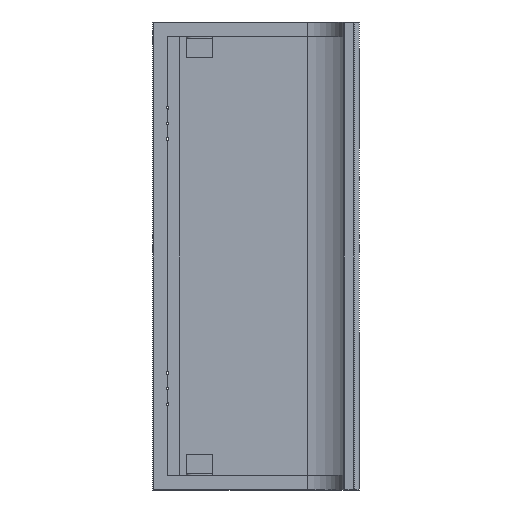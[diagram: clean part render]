
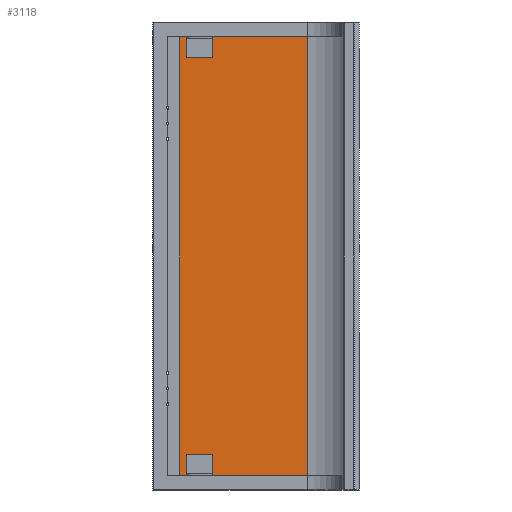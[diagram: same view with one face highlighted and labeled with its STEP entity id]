
A CAD part, front view. The second image highlights one B-rep face of the part: STEP entity #3118.
In plain terms, the highlighted planar face has unit normal (0, -1, 0).
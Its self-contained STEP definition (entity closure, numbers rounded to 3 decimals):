
#65 = CARTESIAN_POINT ( 'NONE',  ( -170., 288.5, 705. ) ) ;
#86 = EDGE_CURVE ( 'NONE', #1209, #1297, #3400, .T. ) ;
#122 = FACE_BOUND ( 'NONE', #887, .T. ) ;
#124 = CIRCLE ( 'NONE', #3301, 2.5 ) ;
#151 = DIRECTION ( 'NONE',  ( 0., 1., 0. ) ) ;
#210 = DIRECTION ( 'NONE',  ( 0., 0., 1. ) ) ;
#248 = EDGE_CURVE ( 'NONE', #1738, #3116, #1022, .T. ) ;
#273 = DIRECTION ( 'NONE',  ( 0., 1., 0. ) ) ;
#288 = AXIS2_PLACEMENT_3D ( 'NONE', #2593, #151, #210 ) ;
#291 = DIRECTION ( 'NONE',  ( 0., 0., 1. ) ) ;
#292 = ORIENTED_EDGE ( 'NONE', *, *, #2939, .T. ) ;
#293 = EDGE_CURVE ( 'NONE', #1583, #1324, #2788, .T. ) ;
#360 = EDGE_CURVE ( 'NONE', #748, #1750, #866, .T. ) ;
#397 = CARTESIAN_POINT ( 'NONE',  ( -197.5, 288.5, 0. ) ) ;
#428 = CARTESIAN_POINT ( 'NONE',  ( 99., 288.5, 1.5 ) ) ;
#450 = DIRECTION ( 'NONE',  ( 0., 1., 0. ) ) ;
#466 = CARTESIAN_POINT ( 'NONE',  ( -170., 288.5, 225. ) ) ;
#502 = AXIS2_PLACEMENT_3D ( 'NONE', #524, #1428, #834 ) ;
#523 = ORIENTED_EDGE ( 'NONE', *, *, #360, .T. ) ;
#524 = CARTESIAN_POINT ( 'NONE',  ( -170., 288.5, 735. ) ) ;
#551 = AXIS2_PLACEMENT_3D ( 'NONE', #3812, #587, #862 ) ;
#587 = DIRECTION ( 'NONE',  ( 0., 1., 0. ) ) ;
#676 = AXIS2_PLACEMENT_3D ( 'NONE', #2403, #2661, #904 ) ;
#714 = FACE_BOUND ( 'NONE', #2623, .T. ) ;
#748 = VERTEX_POINT ( 'NONE', #1628 ) ;
#755 = FACE_BOUND ( 'NONE', #2074, .T. ) ;
#803 = ORIENTED_EDGE ( 'NONE', *, *, #825, .F. ) ;
#819 = CARTESIAN_POINT ( 'NONE',  ( -197.5, 288.5, 1.5 ) ) ;
#825 = EDGE_CURVE ( 'NONE', #3131, #2215, #1367, .T. ) ;
#834 = DIRECTION ( 'NONE',  ( 0., 0., 1. ) ) ;
#842 = CIRCLE ( 'NONE', #2172, 2.5 ) ;
#862 = DIRECTION ( 'NONE',  ( 0., 0., 1. ) ) ;
#866 = CIRCLE ( 'NONE', #551, 2.5 ) ;
#887 = EDGE_LOOP ( 'NONE', ( #1288, #523 ) ) ;
#888 = EDGE_CURVE ( 'NONE', #1324, #1583, #993, .T. ) ;
#904 = DIRECTION ( 'NONE',  ( 0., 0., 1. ) ) ;
#909 = EDGE_LOOP ( 'NONE', ( #1336, #3472, #803, #3198 ) ) ;
#912 = DIRECTION ( 'NONE',  ( 0., 1., 0. ) ) ;
#946 = CARTESIAN_POINT ( 'NONE',  ( -170., 288.5, 675. ) ) ;
#962 = ORIENTED_EDGE ( 'NONE', *, *, #1877, .T. ) ;
#963 = CIRCLE ( 'NONE', #288, 2.5 ) ;
#976 = CARTESIAN_POINT ( 'NONE',  ( -170., 288.5, 227.5 ) ) ;
#993 = CIRCLE ( 'NONE', #2956, 2.5 ) ;
#998 = FACE_BOUND ( 'NONE', #3167, .T. ) ;
#1005 = EDGE_CURVE ( 'NONE', #2344, #2215, #3050, .T. ) ;
#1022 = CIRCLE ( 'NONE', #2351, 2.5 ) ;
#1048 = CARTESIAN_POINT ( 'NONE',  ( -170., 288.5, 222.5 ) ) ;
#1079 = CARTESIAN_POINT ( 'NONE',  ( -170., 288.5, 167.5 ) ) ;
#1080 = ORIENTED_EDGE ( 'NONE', *, *, #888, .T. ) ;
#1133 = AXIS2_PLACEMENT_3D ( 'NONE', #3022, #2986, #1551 ) ;
#1141 = CARTESIAN_POINT ( 'NONE',  ( -170., 288.5, 195. ) ) ;
#1159 = DIRECTION ( 'NONE',  ( -1., 0., 0. ) ) ;
#1180 = CARTESIAN_POINT ( 'NONE',  ( 0., 288.5, 1.5 ) ) ;
#1194 = CIRCLE ( 'NONE', #502, 2.5 ) ;
#1195 = EDGE_CURVE ( 'NONE', #1809, #1329, #963, .T. ) ;
#1209 = VERTEX_POINT ( 'NONE', #1079 ) ;
#1226 = VERTEX_POINT ( 'NONE', #1654 ) ;
#1288 = ORIENTED_EDGE ( 'NONE', *, *, #3392, .T. ) ;
#1293 = AXIS2_PLACEMENT_3D ( 'NONE', #1903, #3404, #2183 ) ;
#1297 = VERTEX_POINT ( 'NONE', #2054 ) ;
#1324 = VERTEX_POINT ( 'NONE', #1762 ) ;
#1329 = VERTEX_POINT ( 'NONE', #2933 ) ;
#1336 = ORIENTED_EDGE ( 'NONE', *, *, #2765, .T. ) ;
#1359 = CARTESIAN_POINT ( 'NONE',  ( 99., 288.5, 900. ) ) ;
#1367 = LINE ( 'NONE', #1180, #3171 ) ;
#1377 = CARTESIAN_POINT ( 'NONE',  ( -170., 288.5, 195. ) ) ;
#1428 = DIRECTION ( 'NONE',  ( 0., 1., 0. ) ) ;
#1514 = EDGE_CURVE ( 'NONE', #3131, #2251, #2306, .T. ) ;
#1551 = DIRECTION ( 'NONE',  ( 0., 0., 1. ) ) ;
#1583 = VERTEX_POINT ( 'NONE', #3163 ) ;
#1589 = VECTOR ( 'NONE', #2190, 1000. ) ;
#1628 = CARTESIAN_POINT ( 'NONE',  ( -170., 288.5, 702.5 ) ) ;
#1654 = CARTESIAN_POINT ( 'NONE',  ( -170., 288.5, 672.5 ) ) ;
#1688 = DIRECTION ( 'NONE',  ( 0., 0., 1. ) ) ;
#1697 = CIRCLE ( 'NONE', #1133, 2.5 ) ;
#1712 = ORIENTED_EDGE ( 'NONE', *, *, #86, .T. ) ;
#1717 = ORIENTED_EDGE ( 'NONE', *, *, #2033, .T. ) ;
#1738 = VERTEX_POINT ( 'NONE', #1048 ) ;
#1750 = VERTEX_POINT ( 'NONE', #3114 ) ;
#1762 = CARTESIAN_POINT ( 'NONE',  ( -170., 288.5, 197.5 ) ) ;
#1797 = DIRECTION ( 'NONE',  ( 0., 0., 1. ) ) ;
#1800 = DIRECTION ( 'NONE',  ( 0., 1., 0. ) ) ;
#1809 = VERTEX_POINT ( 'NONE', #2353 ) ;
#1824 = DIRECTION ( 'NONE',  ( -1., 0., 0. ) ) ;
#1872 = CARTESIAN_POINT ( 'NONE',  ( -170., 288.5, 677.5 ) ) ;
#1877 = EDGE_CURVE ( 'NONE', #1226, #2130, #124, .T. ) ;
#1887 = FACE_OUTER_BOUND ( 'NONE', #909, .T. ) ;
#1903 = CARTESIAN_POINT ( 'NONE',  ( -199., 288.5, 900. ) ) ;
#1932 = AXIS2_PLACEMENT_3D ( 'NONE', #1377, #2281, #1688 ) ;
#2033 = EDGE_CURVE ( 'NONE', #3116, #1738, #3370, .T. ) ;
#2054 = CARTESIAN_POINT ( 'NONE',  ( -170., 288.5, 162.5 ) ) ;
#2066 = CARTESIAN_POINT ( 'NONE',  ( 99., 288.5, 898.5 ) ) ;
#2074 = EDGE_LOOP ( 'NONE', ( #2466, #962 ) ) ;
#2110 = VECTOR ( 'NONE', #1824, 1000. ) ;
#2130 = VERTEX_POINT ( 'NONE', #1872 ) ;
#2163 = ORIENTED_EDGE ( 'NONE', *, *, #2905, .T. ) ;
#2172 = AXIS2_PLACEMENT_3D ( 'NONE', #65, #1800, #3561 ) ;
#2183 = DIRECTION ( 'NONE',  ( 0., 0., -1. ) ) ;
#2190 = DIRECTION ( 'NONE',  ( 0., 0., -1. ) ) ;
#2215 = VERTEX_POINT ( 'NONE', #819 ) ;
#2231 = ORIENTED_EDGE ( 'NONE', *, *, #248, .T. ) ;
#2251 = VERTEX_POINT ( 'NONE', #2066 ) ;
#2260 = CARTESIAN_POINT ( 'NONE',  ( -170., 288.5, 675. ) ) ;
#2281 = DIRECTION ( 'NONE',  ( 0., 1., 0. ) ) ;
#2306 = LINE ( 'NONE', #1359, #2766 ) ;
#2344 = VERTEX_POINT ( 'NONE', #3284 ) ;
#2351 = AXIS2_PLACEMENT_3D ( 'NONE', #466, #450, #3487 ) ;
#2353 = CARTESIAN_POINT ( 'NONE',  ( -170., 288.5, 732.5 ) ) ;
#2358 = CARTESIAN_POINT ( 'NONE',  ( 0., 288.5, 898.5 ) ) ;
#2363 = AXIS2_PLACEMENT_3D ( 'NONE', #3841, #2447, #1797 ) ;
#2403 = CARTESIAN_POINT ( 'NONE',  ( -170., 288.5, 225. ) ) ;
#2447 = DIRECTION ( 'NONE',  ( 0., 1., 0. ) ) ;
#2466 = ORIENTED_EDGE ( 'NONE', *, *, #3156, .T. ) ;
#2593 = CARTESIAN_POINT ( 'NONE',  ( -170., 288.5, 735. ) ) ;
#2623 = EDGE_LOOP ( 'NONE', ( #2163, #3289 ) ) ;
#2661 = DIRECTION ( 'NONE',  ( 0., 1., 0. ) ) ;
#2763 = PLANE ( 'NONE',  #1293 ) ;
#2765 = EDGE_CURVE ( 'NONE', #2251, #2344, #3300, .T. ) ;
#2766 = VECTOR ( 'NONE', #3188, 1000. ) ;
#2778 = CIRCLE ( 'NONE', #3850, 2.5 ) ;
#2788 = CIRCLE ( 'NONE', #1932, 2.5 ) ;
#2819 = FACE_BOUND ( 'NONE', #3779, .T. ) ;
#2905 = EDGE_CURVE ( 'NONE', #1329, #1809, #1194, .T. ) ;
#2933 = CARTESIAN_POINT ( 'NONE',  ( -170., 288.5, 737.5 ) ) ;
#2939 = EDGE_CURVE ( 'NONE', #1297, #1209, #1697, .T. ) ;
#2956 = AXIS2_PLACEMENT_3D ( 'NONE', #1141, #273, #291 ) ;
#2986 = DIRECTION ( 'NONE',  ( 0., 1., 0. ) ) ;
#3022 = CARTESIAN_POINT ( 'NONE',  ( -170., 288.5, 165. ) ) ;
#3050 = LINE ( 'NONE', #397, #1589 ) ;
#3061 = DIRECTION ( 'NONE',  ( 0., 1., 0. ) ) ;
#3114 = CARTESIAN_POINT ( 'NONE',  ( -170., 288.5, 707.5 ) ) ;
#3116 = VERTEX_POINT ( 'NONE', #976 ) ;
#3118 = ADVANCED_FACE ( 'NONE', ( #998, #3728, #2819, #755, #122, #714, #1887 ), #2763, .T. ) ;
#3131 = VERTEX_POINT ( 'NONE', #428 ) ;
#3156 = EDGE_CURVE ( 'NONE', #2130, #1226, #2778, .T. ) ;
#3163 = CARTESIAN_POINT ( 'NONE',  ( -170., 288.5, 192.5 ) ) ;
#3167 = EDGE_LOOP ( 'NONE', ( #1712, #292 ) ) ;
#3171 = VECTOR ( 'NONE', #1159, 1000. ) ;
#3187 = ORIENTED_EDGE ( 'NONE', *, *, #293, .T. ) ;
#3188 = DIRECTION ( 'NONE',  ( 0., 0., 1. ) ) ;
#3198 = ORIENTED_EDGE ( 'NONE', *, *, #1514, .T. ) ;
#3284 = CARTESIAN_POINT ( 'NONE',  ( -197.5, 288.5, 898.5 ) ) ;
#3289 = ORIENTED_EDGE ( 'NONE', *, *, #1195, .T. ) ;
#3300 = LINE ( 'NONE', #2358, #2110 ) ;
#3301 = AXIS2_PLACEMENT_3D ( 'NONE', #946, #912, #3334 ) ;
#3334 = DIRECTION ( 'NONE',  ( 0., 0., 1. ) ) ;
#3370 = CIRCLE ( 'NONE', #676, 2.5 ) ;
#3392 = EDGE_CURVE ( 'NONE', #1750, #748, #842, .T. ) ;
#3400 = CIRCLE ( 'NONE', #2363, 2.5 ) ;
#3404 = DIRECTION ( 'NONE',  ( 0., -1., 0. ) ) ;
#3445 = DIRECTION ( 'NONE',  ( 0., 0., 1. ) ) ;
#3472 = ORIENTED_EDGE ( 'NONE', *, *, #1005, .T. ) ;
#3487 = DIRECTION ( 'NONE',  ( 0., 0., 1. ) ) ;
#3561 = DIRECTION ( 'NONE',  ( 0., 0., 1. ) ) ;
#3728 = FACE_BOUND ( 'NONE', #3801, .T. ) ;
#3779 = EDGE_LOOP ( 'NONE', ( #1717, #2231 ) ) ;
#3801 = EDGE_LOOP ( 'NONE', ( #1080, #3187 ) ) ;
#3812 = CARTESIAN_POINT ( 'NONE',  ( -170., 288.5, 705. ) ) ;
#3841 = CARTESIAN_POINT ( 'NONE',  ( -170., 288.5, 165. ) ) ;
#3850 = AXIS2_PLACEMENT_3D ( 'NONE', #2260, #3061, #3445 ) ;
